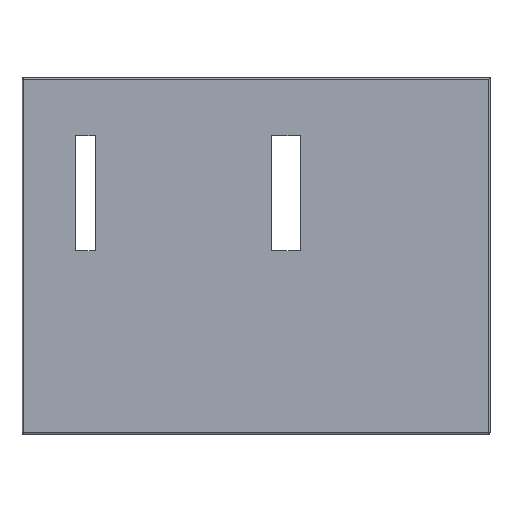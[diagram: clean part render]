
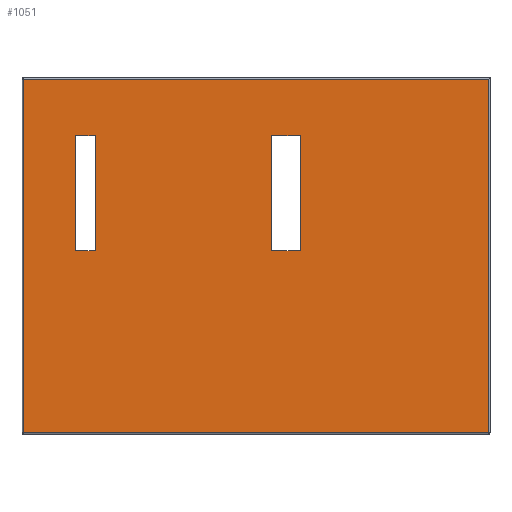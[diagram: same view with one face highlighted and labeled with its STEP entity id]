
A CAD part, top view. The second image highlights one B-rep face of the part: STEP entity #1051.
In plain terms, the highlighted planar face has unit normal (0, 0, 1).
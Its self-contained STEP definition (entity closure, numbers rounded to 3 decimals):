
#15 = EDGE_CURVE ( 'NONE', #2902, #524, #3849, .T. ) ;
#43 = CARTESIAN_POINT ( 'NONE',  ( 465., 2590., 300. ) ) ;
#131 = LINE ( 'NONE', #8024, #1584 ) ;
#138 = FACE_BOUND ( 'NONE', #3086, .T. ) ;
#186 = LINE ( 'NONE', #3144, #1073 ) ;
#208 = DIRECTION ( 'NONE',  ( 0., -1., 0. ) ) ;
#250 = DIRECTION ( 'NONE',  ( -1., 0., 0. ) ) ;
#339 = FACE_BOUND ( 'NONE', #2627, .T. ) ;
#381 = VECTOR ( 'NONE', #2285, 1000. ) ;
#384 = LINE ( 'NONE', #6091, #2419 ) ;
#413 = ORIENTED_EDGE ( 'NONE', *, *, #3912, .T. ) ;
#453 = CARTESIAN_POINT ( 'NONE',  ( 10., 10., 300. ) ) ;
#480 = VERTEX_POINT ( 'NONE', #6083 ) ;
#524 = VERTEX_POINT ( 'NONE', #1273 ) ;
#669 = VECTOR ( 'NONE', #7956, 1000. ) ;
#700 = VERTEX_POINT ( 'NONE', #1976 ) ;
#939 = EDGE_CURVE ( 'NONE', #480, #2902, #5933, .T. ) ;
#1026 = DIRECTION ( 'NONE',  ( -1., 0., 0. ) ) ;
#1031 = DIRECTION ( 'NONE',  ( 0., 1., 0. ) ) ;
#1051 = ADVANCED_FACE ( 'NONE', ( #138, #1593, #339 ), #7236, .F. ) ;
#1073 = VECTOR ( 'NONE', #7510, 1000. ) ;
#1178 = DIRECTION ( 'NONE',  ( -1., 0., 0. ) ) ;
#1237 = ORIENTED_EDGE ( 'NONE', *, *, #1781, .T. ) ;
#1250 = LINE ( 'NONE', #5085, #5692 ) ;
#1273 = CARTESIAN_POINT ( 'NONE',  ( 465., 1590., 300. ) ) ;
#1287 = CARTESIAN_POINT ( 'NONE',  ( 10., 0., 300. ) ) ;
#1357 = LINE ( 'NONE', #1287, #7168 ) ;
#1584 = VECTOR ( 'NONE', #1031, 1000. ) ;
#1593 = FACE_OUTER_BOUND ( 'NONE', #5302, .T. ) ;
#1781 = EDGE_CURVE ( 'NONE', #6552, #5197, #131, .T. ) ;
#1795 = EDGE_CURVE ( 'NONE', #4922, #6552, #5469, .T. ) ;
#1867 = CARTESIAN_POINT ( 'NONE',  ( 10., 3080., 300. ) ) ;
#1876 = ORIENTED_EDGE ( 'NONE', *, *, #2497, .T. ) ;
#1907 = DIRECTION ( 'NONE',  ( 0., -1., 0. ) ) ;
#1974 = VECTOR ( 'NONE', #2152, 1000. ) ;
#1976 = CARTESIAN_POINT ( 'NONE',  ( 635., 1590., 300. ) ) ;
#2058 = LINE ( 'NONE', #5705, #4672 ) ;
#2152 = DIRECTION ( 'NONE',  ( 1., 0., 0. ) ) ;
#2285 = DIRECTION ( 'NONE',  ( 0., -1., 0. ) ) ;
#2419 = VECTOR ( 'NONE', #1178, 1000. ) ;
#2497 = EDGE_CURVE ( 'NONE', #5197, #5593, #2058, .T. ) ;
#2529 = VERTEX_POINT ( 'NONE', #2688 ) ;
#2537 = ORIENTED_EDGE ( 'NONE', *, *, #5739, .F. ) ;
#2548 = ORIENTED_EDGE ( 'NONE', *, *, #6874, .T. ) ;
#2627 = EDGE_LOOP ( 'NONE', ( #413, #4241, #2537, #2548 ) ) ;
#2657 = ORIENTED_EDGE ( 'NONE', *, *, #3700, .T. ) ;
#2688 = CARTESIAN_POINT ( 'NONE',  ( 2165., 2590., 300. ) ) ;
#2754 = CARTESIAN_POINT ( 'NONE',  ( 465., 0., 300. ) ) ;
#2795 = LINE ( 'NONE', #6639, #669 ) ;
#2882 = CARTESIAN_POINT ( 'NONE',  ( 0., 10., 300. ) ) ;
#2902 = VERTEX_POINT ( 'NONE', #43 ) ;
#3006 = CARTESIAN_POINT ( 'NONE',  ( 0., 1590., 300. ) ) ;
#3086 = EDGE_LOOP ( 'NONE', ( #7653, #7876, #6426, #4176 ) ) ;
#3144 = CARTESIAN_POINT ( 'NONE',  ( 2165., 0., 300. ) ) ;
#3386 = VERTEX_POINT ( 'NONE', #6257 ) ;
#3554 = CARTESIAN_POINT ( 'NONE',  ( 2415., 1590., 300. ) ) ;
#3607 = DIRECTION ( 'NONE',  ( -1., 0., 0. ) ) ;
#3625 = VECTOR ( 'NONE', #4639, 1000. ) ;
#3700 = EDGE_CURVE ( 'NONE', #5593, #4922, #1357, .T. ) ;
#3849 = LINE ( 'NONE', #2754, #381 ) ;
#3912 = EDGE_CURVE ( 'NONE', #6213, #4170, #7947, .T. ) ;
#4105 = CARTESIAN_POINT ( 'NONE',  ( 0., 0., 300. ) ) ;
#4170 = VERTEX_POINT ( 'NONE', #5676 ) ;
#4176 = ORIENTED_EDGE ( 'NONE', *, *, #4837, .T. ) ;
#4241 = ORIENTED_EDGE ( 'NONE', *, *, #5505, .F. ) ;
#4463 = DIRECTION ( 'NONE',  ( -1., 0., 0. ) ) ;
#4478 = CARTESIAN_POINT ( 'NONE',  ( 4050., 3080., 300. ) ) ;
#4639 = DIRECTION ( 'NONE',  ( -1., 0., 0. ) ) ;
#4672 = VECTOR ( 'NONE', #4463, 1000. ) ;
#4756 = VECTOR ( 'NONE', #3607, 1000. ) ;
#4837 = EDGE_CURVE ( 'NONE', #700, #524, #384, .T. ) ;
#4922 = VERTEX_POINT ( 'NONE', #453 ) ;
#5038 = VECTOR ( 'NONE', #250, 1000. ) ;
#5085 = CARTESIAN_POINT ( 'NONE',  ( 635., 0., 300. ) ) ;
#5197 = VERTEX_POINT ( 'NONE', #4478 ) ;
#5302 = EDGE_LOOP ( 'NONE', ( #2657, #5507, #1237, #1876 ) ) ;
#5469 = LINE ( 'NONE', #2882, #1974 ) ;
#5505 = EDGE_CURVE ( 'NONE', #2529, #4170, #186, .T. ) ;
#5507 = ORIENTED_EDGE ( 'NONE', *, *, #1795, .T. ) ;
#5593 = VERTEX_POINT ( 'NONE', #1867 ) ;
#5676 = CARTESIAN_POINT ( 'NONE',  ( 2165., 1590., 300. ) ) ;
#5692 = VECTOR ( 'NONE', #208, 1000. ) ;
#5705 = CARTESIAN_POINT ( 'NONE',  ( 0., 3080., 300. ) ) ;
#5730 = AXIS2_PLACEMENT_3D ( 'NONE', #4105, #7845, #1026 ) ;
#5739 = EDGE_CURVE ( 'NONE', #3386, #2529, #6461, .T. ) ;
#5762 = CARTESIAN_POINT ( 'NONE',  ( 0., 2590., 300. ) ) ;
#5788 = CARTESIAN_POINT ( 'NONE',  ( 0., 2590., 300. ) ) ;
#5933 = LINE ( 'NONE', #5762, #3625 ) ;
#6034 = EDGE_CURVE ( 'NONE', #480, #700, #1250, .T. ) ;
#6083 = CARTESIAN_POINT ( 'NONE',  ( 635., 2590., 300. ) ) ;
#6091 = CARTESIAN_POINT ( 'NONE',  ( 0., 1590., 300. ) ) ;
#6213 = VERTEX_POINT ( 'NONE', #3554 ) ;
#6257 = CARTESIAN_POINT ( 'NONE',  ( 2415., 2590., 300. ) ) ;
#6426 = ORIENTED_EDGE ( 'NONE', *, *, #6034, .T. ) ;
#6461 = LINE ( 'NONE', #5788, #5038 ) ;
#6552 = VERTEX_POINT ( 'NONE', #7018 ) ;
#6639 = CARTESIAN_POINT ( 'NONE',  ( 2415., 0., 300. ) ) ;
#6874 = EDGE_CURVE ( 'NONE', #3386, #6213, #2795, .T. ) ;
#7018 = CARTESIAN_POINT ( 'NONE',  ( 4050., 10., 300. ) ) ;
#7168 = VECTOR ( 'NONE', #1907, 1000. ) ;
#7236 = PLANE ( 'NONE',  #5730 ) ;
#7510 = DIRECTION ( 'NONE',  ( 0., -1., 0. ) ) ;
#7653 = ORIENTED_EDGE ( 'NONE', *, *, #15, .F. ) ;
#7845 = DIRECTION ( 'NONE',  ( 0., 0., -1. ) ) ;
#7876 = ORIENTED_EDGE ( 'NONE', *, *, #939, .F. ) ;
#7947 = LINE ( 'NONE', #3006, #4756 ) ;
#7956 = DIRECTION ( 'NONE',  ( 0., -1., 0. ) ) ;
#8024 = CARTESIAN_POINT ( 'NONE',  ( 4050., 0., 300. ) ) ;
